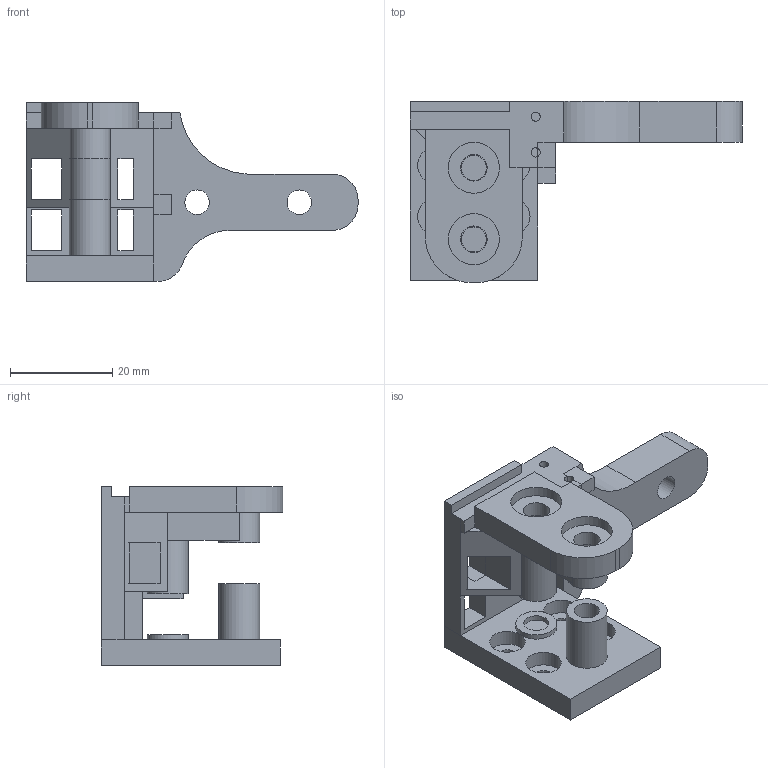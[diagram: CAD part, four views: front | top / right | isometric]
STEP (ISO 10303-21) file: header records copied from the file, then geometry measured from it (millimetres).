
FILE_DESCRIPTION(('FreeCAD Model'),'2;1');
FILE_NAME('Open CASCADE Shape Model','2023-07-05T02:16:56',('Author'),( ''),'Open CASCADE STEP processor 7.6','FreeCAD','Unknown');
FILE_SCHEMA(('AUTOMOTIVE_DESIGN { 1 0 10303 214 1 1 1 1 }'));
Length unit declared in the file: millimetre
Products named in the file (1): y_carriage
Bounding box: 65 x 35.5 x 35 mm (x, y, z)
Volume: 16233.9 mm3; surface area: 9840.8 mm2
Topology: 1 solids, 1 shells, 116 faces, 284 edges, 179 vertices
Faces by surface type: plane 84, cylinder 32
Full cylindrical faces by diameter (mm): 1.8 x1, 3.2 x4, 4.8 x2, 4.9 x2, 5.2 x4, 7 x4, 8 x4, 10 x2
Entity records: 7214 total; most frequent: CARTESIAN_POINT 1316, DIRECTION 1122, LINE 726, VECTOR 726, ORIENTED_EDGE 568, PCURVE 568, DEFINITIONAL_REPRESENTATION 568, EDGE_CURVE 284
